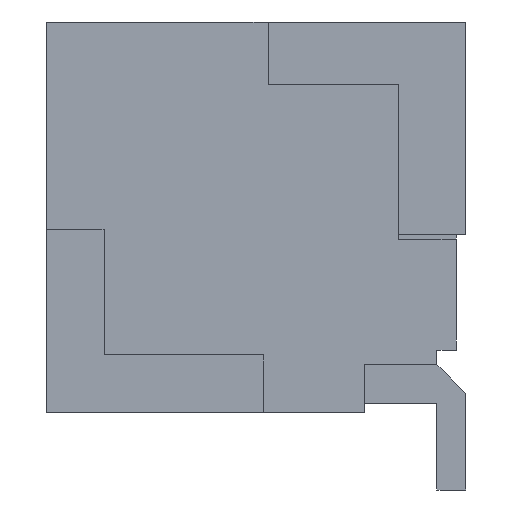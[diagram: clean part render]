
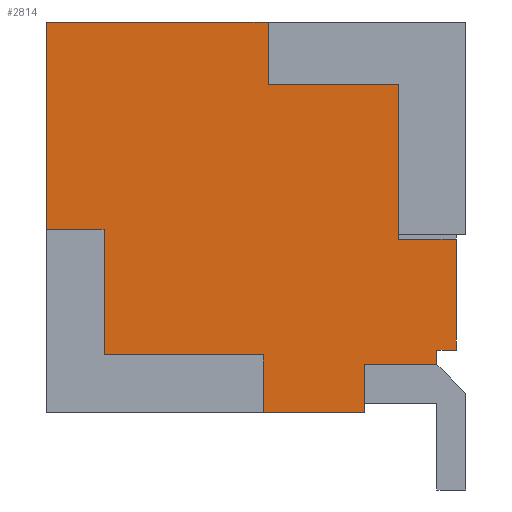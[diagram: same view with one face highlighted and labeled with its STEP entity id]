
A CAD part, left-side view. The second image highlights one B-rep face of the part: STEP entity #2814.
In plain terms, the highlighted planar face has unit normal (-1, 0, 0).
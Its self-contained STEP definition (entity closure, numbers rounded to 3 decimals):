
#10 = VERTEX_POINT ( 'NONE', #287 ) ;
#160 = LINE ( 'NONE', #988, #3152 ) ;
#172 = CARTESIAN_POINT ( 'NONE',  ( -5.75, 3.65, 0.6 ) ) ;
#201 = ORIENTED_EDGE ( 'NONE', *, *, #3159, .F. ) ;
#215 = VERTEX_POINT ( 'NONE', #1725 ) ;
#231 = ORIENTED_EDGE ( 'NONE', *, *, #3048, .F. ) ;
#258 = VECTOR ( 'NONE', #313, 1000. ) ;
#287 = CARTESIAN_POINT ( 'NONE',  ( -5.75, 3.65, 1.9 ) ) ;
#304 = VECTOR ( 'NONE', #2852, 1000. ) ;
#313 = DIRECTION ( 'NONE',  ( 0., -1., 0. ) ) ;
#334 = DIRECTION ( 'NONE',  ( 0., 0., 1. ) ) ;
#343 = CARTESIAN_POINT ( 'NONE',  ( -5.75, 0., 4.05 ) ) ;
#399 = VERTEX_POINT ( 'NONE', #2611 ) ;
#405 = VERTEX_POINT ( 'NONE', #2883 ) ;
#438 = VECTOR ( 'NONE', #1936, 1000. ) ;
#444 = CARTESIAN_POINT ( 'NONE',  ( -5.75, 0.95, 0.5 ) ) ;
#462 = DIRECTION ( 'NONE',  ( 0., -1., 0. ) ) ;
#474 = LINE ( 'NONE', #1620, #258 ) ;
#594 = EDGE_CURVE ( 'NONE', #2433, #2830, #3146, .T. ) ;
#597 = VERTEX_POINT ( 'NONE', #1176 ) ;
#620 = EDGE_CURVE ( 'NONE', #1296, #215, #1902, .T. ) ;
#640 = CARTESIAN_POINT ( 'NONE',  ( -5.75, 2., 4.05 ) ) ;
#647 = CARTESIAN_POINT ( 'NONE',  ( -5.75, 0.6, 3.4 ) ) ;
#801 = EDGE_CURVE ( 'NONE', #405, #3075, #2925, .T. ) ;
#855 = CARTESIAN_POINT ( 'NONE',  ( -5.75, 4.25, 1.9 ) ) ;
#857 = VECTOR ( 'NONE', #2085, 1000. ) ;
#862 = ORIENTED_EDGE ( 'NONE', *, *, #1587, .T. ) ;
#898 = VERTEX_POINT ( 'NONE', #3425 ) ;
#908 = CARTESIAN_POINT ( 'NONE',  ( -5.75, 0.6, 4.05 ) ) ;
#929 = VECTOR ( 'NONE', #462, 1000. ) ;
#968 = VECTOR ( 'NONE', #3015, 1000. ) ;
#984 = LINE ( 'NONE', #2357, #304 ) ;
#988 = CARTESIAN_POINT ( 'NONE',  ( -5.75, 0., 1.8 ) ) ;
#1010 = DIRECTION ( 'NONE',  ( 0., 0., -1. ) ) ;
#1084 = EDGE_CURVE ( 'NONE', #898, #2766, #2473, .T. ) ;
#1154 = CARTESIAN_POINT ( 'NONE',  ( -5.75, 0., 3.4 ) ) ;
#1176 = CARTESIAN_POINT ( 'NONE',  ( -5.75, 0., 1.8 ) ) ;
#1204 = VECTOR ( 'NONE', #2490, 1000. ) ;
#1246 = LINE ( 'NONE', #3281, #3061 ) ;
#1272 = DIRECTION ( 'NONE',  ( 0., 1., 0. ) ) ;
#1296 = VERTEX_POINT ( 'NONE', #3013 ) ;
#1316 = EDGE_LOOP ( 'NONE', ( #2923, #1872, #1350, #231, #3100, #2643, #1749, #862, #1348, #2834, #2638, #2145, #2573, #201, #1686, #1743 ) ) ;
#1348 = ORIENTED_EDGE ( 'NONE', *, *, #3017, .T. ) ;
#1350 = ORIENTED_EDGE ( 'NONE', *, *, #620, .F. ) ;
#1384 = VERTEX_POINT ( 'NONE', #3101 ) ;
#1428 = VERTEX_POINT ( 'NONE', #1728 ) ;
#1463 = DIRECTION ( 'NONE',  ( 0., -1., 0. ) ) ;
#1566 = VECTOR ( 'NONE', #1010, 1000. ) ;
#1587 = EDGE_CURVE ( 'NONE', #2766, #1428, #474, .T. ) ;
#1617 = CARTESIAN_POINT ( 'NONE',  ( -5.75, 0.2, 0.5 ) ) ;
#1620 = CARTESIAN_POINT ( 'NONE',  ( -5.75, 0.2, 0.65 ) ) ;
#1630 = VECTOR ( 'NONE', #2049, 1000. ) ;
#1686 = ORIENTED_EDGE ( 'NONE', *, *, #801, .T. ) ;
#1709 = VECTOR ( 'NONE', #1272, 1000. ) ;
#1725 = CARTESIAN_POINT ( 'NONE',  ( -5.75, 2., 0.6 ) ) ;
#1728 = CARTESIAN_POINT ( 'NONE',  ( -5.75, 0., 0.65 ) ) ;
#1732 = EDGE_CURVE ( 'NONE', #3332, #10, #1879, .T. ) ;
#1743 = ORIENTED_EDGE ( 'NONE', *, *, #2720, .F. ) ;
#1749 = ORIENTED_EDGE ( 'NONE', *, *, #1084, .T. ) ;
#1773 = EDGE_CURVE ( 'NONE', #3112, #2433, #2348, .T. ) ;
#1792 = VECTOR ( 'NONE', #1463, 1000. ) ;
#1839 = LINE ( 'NONE', #2342, #1709 ) ;
#1872 = ORIENTED_EDGE ( 'NONE', *, *, #2997, .F. ) ;
#1879 = LINE ( 'NONE', #2692, #2055 ) ;
#1902 = LINE ( 'NONE', #640, #1204 ) ;
#1936 = DIRECTION ( 'NONE',  ( 0., 0., 1. ) ) ;
#1944 = LINE ( 'NONE', #3116, #1630 ) ;
#1974 = DIRECTION ( 'NONE',  ( 0., -1., 0. ) ) ;
#2037 = DIRECTION ( 'NONE',  ( 1., 0., 0. ) ) ;
#2048 = AXIS2_PLACEMENT_3D ( 'NONE', #3344, #2037, #2292 ) ;
#2049 = DIRECTION ( 'NONE',  ( 0., 0., -1. ) ) ;
#2055 = VECTOR ( 'NONE', #334, 1000. ) ;
#2085 = DIRECTION ( 'NONE',  ( 0., 1., 0. ) ) ;
#2102 = LINE ( 'NONE', #3375, #857 ) ;
#2145 = ORIENTED_EDGE ( 'NONE', *, *, #1773, .F. ) ;
#2251 = DIRECTION ( 'NONE',  ( 0., 1., 0. ) ) ;
#2292 = DIRECTION ( 'NONE',  ( 0., 0., -1. ) ) ;
#2333 = LINE ( 'NONE', #3102, #2414 ) ;
#2342 = CARTESIAN_POINT ( 'NONE',  ( -5.75, 0., 0.6 ) ) ;
#2348 = LINE ( 'NONE', #1154, #1792 ) ;
#2356 = EDGE_CURVE ( 'NONE', #2830, #597, #160, .T. ) ;
#2357 = CARTESIAN_POINT ( 'NONE',  ( -5.75, 0., 4.05 ) ) ;
#2381 = EDGE_CURVE ( 'NONE', #3156, #1384, #2333, .T. ) ;
#2395 = EDGE_CURVE ( 'NONE', #1384, #898, #2536, .T. ) ;
#2414 = VECTOR ( 'NONE', #3368, 1000. ) ;
#2433 = VERTEX_POINT ( 'NONE', #647 ) ;
#2437 = CARTESIAN_POINT ( 'NONE',  ( -5.75, 1.95, 3.4 ) ) ;
#2473 = LINE ( 'NONE', #1617, #438 ) ;
#2490 = DIRECTION ( 'NONE',  ( 0., 0., 1. ) ) ;
#2534 = PLANE ( 'NONE',  #2048 ) ;
#2536 = LINE ( 'NONE', #444, #929 ) ;
#2573 = ORIENTED_EDGE ( 'NONE', *, *, #2907, .F. ) ;
#2611 = CARTESIAN_POINT ( 'NONE',  ( -5.75, 1.95, 4.05 ) ) ;
#2638 = ORIENTED_EDGE ( 'NONE', *, *, #594, .F. ) ;
#2643 = ORIENTED_EDGE ( 'NONE', *, *, #2395, .T. ) ;
#2692 = CARTESIAN_POINT ( 'NONE',  ( -5.75, 3.65, 4.05 ) ) ;
#2720 = EDGE_CURVE ( 'NONE', #10, #3075, #1246, .T. ) ;
#2741 = CARTESIAN_POINT ( 'NONE',  ( -5.75, 0.2, 0.65 ) ) ;
#2766 = VERTEX_POINT ( 'NONE', #2741 ) ;
#2784 = FACE_OUTER_BOUND ( 'NONE', #1316, .T. ) ;
#2800 = CARTESIAN_POINT ( 'NONE',  ( -5.75, 0.6, 1.8 ) ) ;
#2814 = ADVANCED_FACE ( 'NONE', ( #2784 ), #2534, .F. ) ;
#2830 = VERTEX_POINT ( 'NONE', #2800 ) ;
#2831 = VECTOR ( 'NONE', #1974, 1000. ) ;
#2834 = ORIENTED_EDGE ( 'NONE', *, *, #2356, .F. ) ;
#2852 = DIRECTION ( 'NONE',  ( 0., 0., 1. ) ) ;
#2883 = CARTESIAN_POINT ( 'NONE',  ( -5.75, 4.25, 4.05 ) ) ;
#2907 = EDGE_CURVE ( 'NONE', #399, #3112, #1944, .T. ) ;
#2923 = ORIENTED_EDGE ( 'NONE', *, *, #1732, .F. ) ;
#2925 = LINE ( 'NONE', #3393, #1566 ) ;
#2974 = CARTESIAN_POINT ( 'NONE',  ( -5.75, 0.95, 0. ) ) ;
#2997 = EDGE_CURVE ( 'NONE', #215, #3332, #1839, .T. ) ;
#3013 = CARTESIAN_POINT ( 'NONE',  ( -5.75, 2., 0. ) ) ;
#3015 = DIRECTION ( 'NONE',  ( 0., 0., -1. ) ) ;
#3017 = EDGE_CURVE ( 'NONE', #1428, #597, #984, .T. ) ;
#3048 = EDGE_CURVE ( 'NONE', #3156, #1296, #2102, .T. ) ;
#3061 = VECTOR ( 'NONE', #2251, 1000. ) ;
#3075 = VERTEX_POINT ( 'NONE', #855 ) ;
#3100 = ORIENTED_EDGE ( 'NONE', *, *, #2381, .T. ) ;
#3101 = CARTESIAN_POINT ( 'NONE',  ( -5.75, 0.95, 0.5 ) ) ;
#3102 = CARTESIAN_POINT ( 'NONE',  ( -5.75, 0.95, 0. ) ) ;
#3111 = DIRECTION ( 'NONE',  ( 0., -1., 0. ) ) ;
#3112 = VERTEX_POINT ( 'NONE', #2437 ) ;
#3116 = CARTESIAN_POINT ( 'NONE',  ( -5.75, 1.95, 4.05 ) ) ;
#3146 = LINE ( 'NONE', #908, #968 ) ;
#3152 = VECTOR ( 'NONE', #3111, 1000. ) ;
#3156 = VERTEX_POINT ( 'NONE', #2974 ) ;
#3159 = EDGE_CURVE ( 'NONE', #405, #399, #3286, .T. ) ;
#3281 = CARTESIAN_POINT ( 'NONE',  ( -5.75, 4.25, 1.9 ) ) ;
#3286 = LINE ( 'NONE', #343, #2831 ) ;
#3332 = VERTEX_POINT ( 'NONE', #172 ) ;
#3344 = CARTESIAN_POINT ( 'NONE',  ( -5.75, 0., 4.05 ) ) ;
#3368 = DIRECTION ( 'NONE',  ( 0., 0., 1. ) ) ;
#3375 = CARTESIAN_POINT ( 'NONE',  ( -5.75, 0., 0. ) ) ;
#3393 = CARTESIAN_POINT ( 'NONE',  ( -5.75, 4.25, 4.05 ) ) ;
#3425 = CARTESIAN_POINT ( 'NONE',  ( -5.75, 0.2, 0.5 ) ) ;
